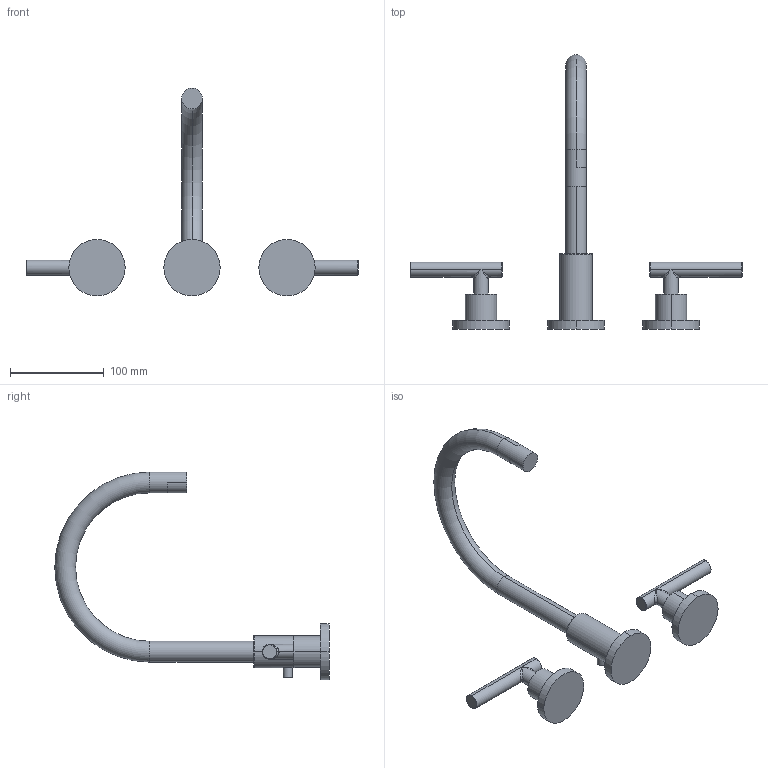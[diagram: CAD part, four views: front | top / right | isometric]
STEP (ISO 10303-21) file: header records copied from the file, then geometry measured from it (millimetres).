
FILE_DESCRIPTION((''),'2;1');
FILE_NAME('990L','2020-11-26T11:03:08',('jinson.thomas'),(''),'CREO PARAMETRIC BY PTC INC, 2018400','CREO PARAMETRIC BY PTC INC, 2018400','');
FILE_SCHEMA(('CONFIG_CONTROL_DESIGN'));
Length unit declared in the file: inch
Products named in the file (1): 990L
Bounding box: 355.04 x 293.48 x 222.28 mm (x, y, z)
Volume: 413841.8 mm3; surface area: 78585.4 mm2
Topology: 3 solids, 3 shells, 63 faces, 124 edges, 74 vertices
Faces by surface type: cylinder 28, plane 15, cone 8, bspline 8, torus 4
Entity records: 2662 total; most frequent: CARTESIAN_POINT 1351, DIRECTION 274, ORIENTED_EDGE 248, EDGE_CURVE 124, AXIS2_PLACEMENT_3D 117, VERTEX_POINT 74, EDGE_LOOP 70, FACE_OUTER_BOUND 63
